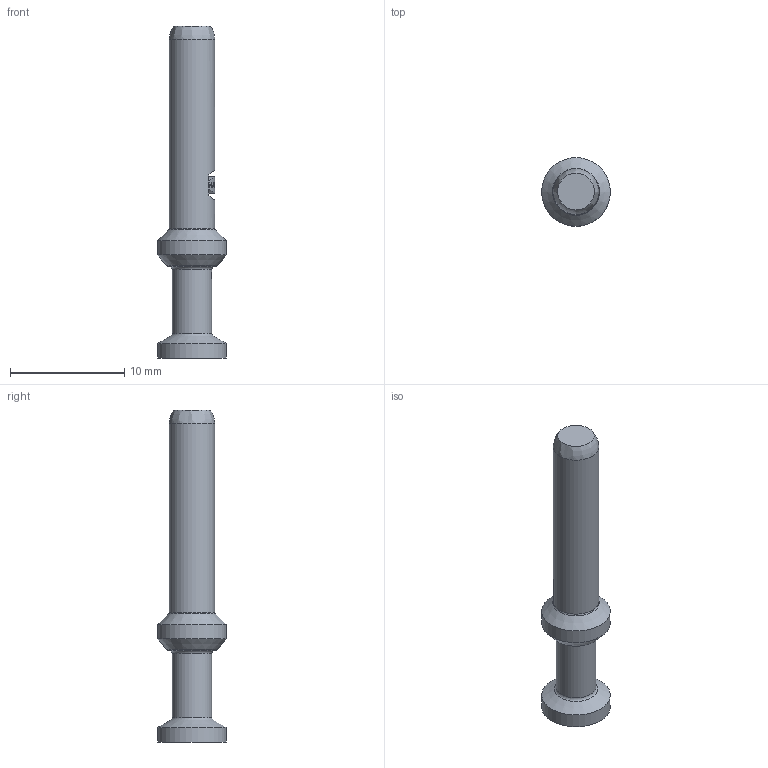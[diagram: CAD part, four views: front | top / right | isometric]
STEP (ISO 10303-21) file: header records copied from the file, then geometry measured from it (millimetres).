
FILE_DESCRIPTION(/* description */ (''),/* implementation_level */ '2;1');
FILE_NAME(/* name */ '100095410ugm000_d.stp',/* time_stamp */ '2017-11-03T16:12:17+01:00',/* author */ (''),/* organization */ (''),/* preprocessor_version */ 'ST-DEVELOPER v16',/* originating_system */ 'SIEMENS PLM Software NX 10.0',/* authorisation */ '');
FILE_SCHEMA (('AUTOMOTIVE_DESIGN { 1 0 10303 214 3 1 1 1 }'));
Length unit declared in the file: millimetre
Products named in the file (1): 100095410ugm000_d
Bounding box: 6 x 6 x 29 mm (x, y, z)
Volume: 353.7 mm3; surface area: 524.2 mm2
Topology: 1 solids, 1 shells, 119 faces, 308 edges, 204 vertices
Faces by surface type: plane 87, cylinder 20, cone 5, torus 4, extrusion 2, bspline 1
Full cylindrical faces by diameter (mm): 0.302 x1, 0.357 x1, 0.8 x1, 2.275 x1, 3.45 x1, 3.975 x1, 6 x2
Entity records: 4637 total; most frequent: CARTESIAN_POINT 1130, DIRECTION 564, ORIENTED_EDGE 548, EDGE_CURVE 274, VERTEX_POINT 191, VECTOR 188, AXIS2_PLACEMENT_3D 188, LINE 186
